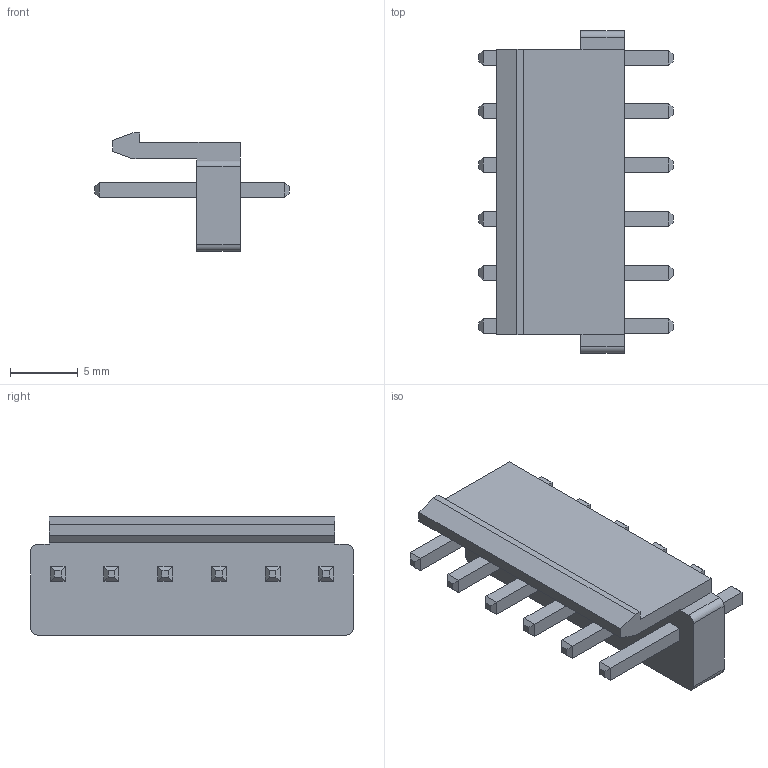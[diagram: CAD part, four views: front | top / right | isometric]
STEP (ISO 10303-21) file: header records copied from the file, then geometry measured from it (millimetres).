
FILE_DESCRIPTION(/* description */ ('WAFER 3.96mm WIRE TO BOARD CONNECTOR'),/* implementation_level */ '2;1');
FILE_NAME(/* name */ 'CON-PWXXS-X6.stp',/* time_stamp */ '2020-10-02T10:15:02-03:00',/* author */ ('laguerre'),/* organization */ (''),/* preprocessor_version */ 'ST-DEVELOPER v17',/* originating_system */ 'Autodesk Inventor 2018',/* authorisation */ '');
FILE_SCHEMA (('AUTOMOTIVE_DESIGN { 1 0 10303 214 3 1 1 }'));
Length unit declared in the file: millimetre
Products named in the file (1): CE-CON-0009
Bounding box: 14.3 x 23.76 x 8.7 mm (x, y, z)
Volume: 843.5 mm3; surface area: 1142.5 mm2
Topology: 1 solids, 1 shells, 128 faces, 294 edges, 180 vertices
Faces by surface type: plane 124, cylinder 4
Entity records: 3538 total; most frequent: CARTESIAN_POINT 603, ORIENTED_EDGE 588, DIRECTION 560, EDGE_CURVE 294, LINE 286, VECTOR 286, VERTEX_POINT 180, EDGE_LOOP 140
